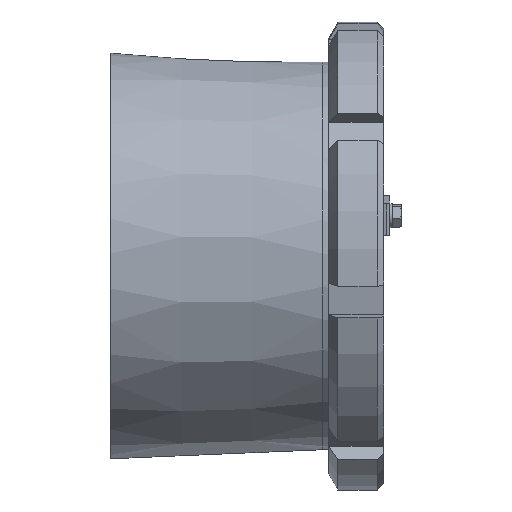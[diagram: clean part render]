
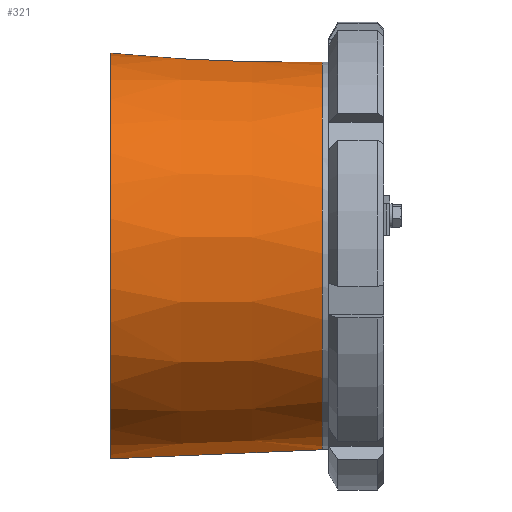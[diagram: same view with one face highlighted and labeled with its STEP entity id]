
A CAD part, top view. The second image highlights one B-rep face of the part: STEP entity #321.
In plain terms, the highlighted conical face has half-angle 2.459 degrees and reference radius 120 mm.
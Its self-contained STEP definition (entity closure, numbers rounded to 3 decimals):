
#321 = ADVANCED_FACE( '', ( #736 ), #737, .T. );
#736 = FACE_OUTER_BOUND( '', #1461, .T. );
#737 = CONICAL_SURFACE( '', #1462, 120., 0.043 );
#1461 = EDGE_LOOP( '', ( #2623, #2624, #2625, #2626 ) );
#1462 = AXIS2_PLACEMENT_3D( '', #2627, #2628, #2629 );
#2623 = ORIENTED_EDGE( '', *, *, #4917, .F. );
#2624 = ORIENTED_EDGE( '', *, *, #4947, .F. );
#2625 = ORIENTED_EDGE( '', *, *, #4948, .T. );
#2626 = ORIENTED_EDGE( '', *, *, #4949, .T. );
#2627 = CARTESIAN_POINT( '', ( -38., 0., 0. ) );
#2628 = DIRECTION( '', ( -1., 0., 0. ) );
#2629 = DIRECTION( '', ( 0., 0., 1. ) );
#4917 = EDGE_CURVE( '', #5892, #5894, #5895, .T. );
#4947 = EDGE_CURVE( '', #5942, #5892, #5943, .T. );
#4948 = EDGE_CURVE( '', #5942, #5944, #5945, .T. );
#4949 = EDGE_CURVE( '', #5944, #5894, #5946, .T. );
#5892 = VERTEX_POINT( '', #7467 );
#5894 = VERTEX_POINT( '', #7470 );
#5895 = B_SPLINE_CURVE_WITH_KNOTS( '', 3, ( #7471, #7472, #7473, #7474, #7475, #7476, #7477 ), .UNSPECIFIED., .F., .F., ( 4, 3, 4 ), ( 0.125, 0.24, 0.257 ), .UNSPECIFIED. );
#5942 = VERTEX_POINT( '', #7549 );
#5943 = CIRCLE( '', #7550, 120. );
#5944 = VERTEX_POINT( '', #7551 );
#5945 = B_SPLINE_CURVE_WITH_KNOTS( '', 3, ( #7552, #7553, #7554, #7555, #7556, #7557, #7558 ), .UNSPECIFIED., .F., .F., ( 4, 3, 4 ), ( 0.125, 0.24, 0.257 ), .UNSPECIFIED. );
#5946 = CIRCLE( '', #7559, 125.625 );
#7467 = CARTESIAN_POINT( '', ( -38., -119.968, 2.75 ) );
#7470 = CARTESIAN_POINT( '', ( -169., -125.595, 2.75 ) );
#7471 = CARTESIAN_POINT( '', ( -38., -119.968, 2.75 ) );
#7472 = CARTESIAN_POINT( '', ( -75.994, -121.6, 2.75 ) );
#7473 = CARTESIAN_POINT( '', ( -113.989, -123.232, 2.75 ) );
#7474 = CARTESIAN_POINT( '', ( -151.983, -124.864, 2.75 ) );
#7475 = CARTESIAN_POINT( '', ( -157.655, -125.108, 2.75 ) );
#7476 = CARTESIAN_POINT( '', ( -163.328, -125.351, 2.75 ) );
#7477 = CARTESIAN_POINT( '', ( -169., -125.595, 2.75 ) );
#7549 = CARTESIAN_POINT( '', ( -38., -119.968, -2.75 ) );
#7550 = AXIS2_PLACEMENT_3D( '', #9586, #9587, #9588 );
#7551 = CARTESIAN_POINT( '', ( -169., -125.595, -2.75 ) );
#7552 = CARTESIAN_POINT( '', ( -38., -119.968, -2.75 ) );
#7553 = CARTESIAN_POINT( '', ( -75.994, -121.6, -2.75 ) );
#7554 = CARTESIAN_POINT( '', ( -113.989, -123.232, -2.75 ) );
#7555 = CARTESIAN_POINT( '', ( -151.983, -124.864, -2.75 ) );
#7556 = CARTESIAN_POINT( '', ( -157.655, -125.108, -2.75 ) );
#7557 = CARTESIAN_POINT( '', ( -163.328, -125.351, -2.75 ) );
#7558 = CARTESIAN_POINT( '', ( -169., -125.595, -2.75 ) );
#7559 = AXIS2_PLACEMENT_3D( '', #9589, #9590, #9591 );
#9586 = CARTESIAN_POINT( '', ( -38., 0., 0. ) );
#9587 = DIRECTION( '', ( 1., 0., 0. ) );
#9588 = DIRECTION( '', ( 0., 0., -1. ) );
#9589 = CARTESIAN_POINT( '', ( -169., 0., 0. ) );
#9590 = DIRECTION( '', ( 1., 0., 0. ) );
#9591 = DIRECTION( '', ( 0., 0., -1. ) );
